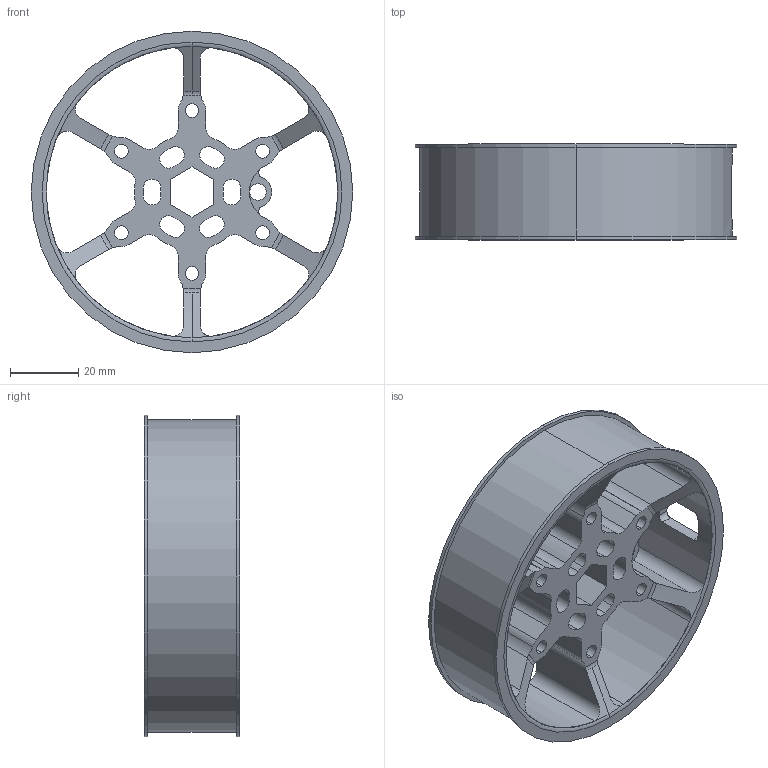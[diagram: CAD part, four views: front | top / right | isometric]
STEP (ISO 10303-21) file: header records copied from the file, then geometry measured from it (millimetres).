
FILE_DESCRIPTION (( 'STEP AP203' ), '1' );
FILE_NAME ('4 Perf ThruTread 500 Hex.STEP', '2012-11-15T12:53:34', ( '' ), ( '' ), 'SwSTEP 2.0', 'SolidWorks 2010', '' );
FILE_SCHEMA (( 'CONFIG_CONTROL_DESIGN' ));
Length unit declared in the file: inch
Products named in the file (1): 4 Perf ThruTread 500 Hex
Bounding box: 93.98 x 27.94 x 93.98 mm (x, y, z)
Volume: 56520.9 mm3; surface area: 33289.8 mm2
Topology: 1 solids, 1 shells, 179 faces, 537 edges, 357 vertices
Faces by surface type: cylinder 127, plane 41, torus 9, cone 2
Entity records: 6652 total; most frequent: CARTESIAN_POINT 1516, DIRECTION 1097, ORIENTED_EDGE 1074, EDGE_CURVE 537, AXIS2_PLACEMENT_3D 440, VERTEX_POINT 357, CIRCLE 260, EDGE_LOOP 218
